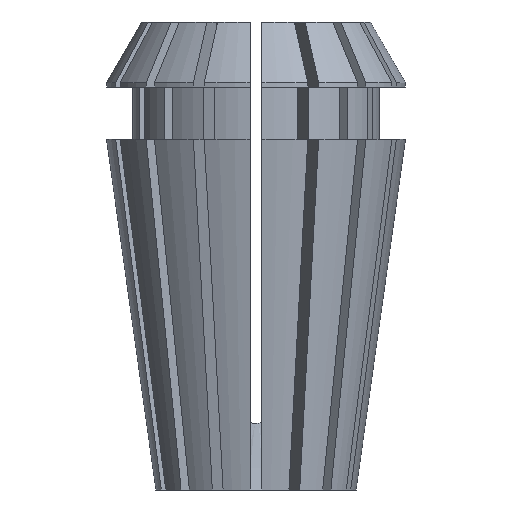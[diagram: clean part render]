
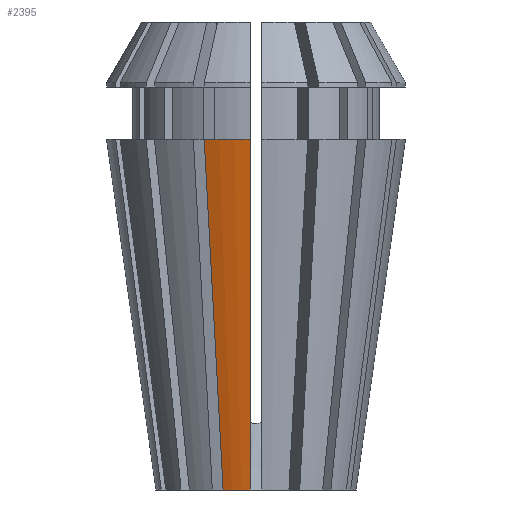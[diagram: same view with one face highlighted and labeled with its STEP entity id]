
A CAD part, front view. The second image highlights one B-rep face of the part: STEP entity #2395.
In plain terms, the highlighted conical face has half-angle 8 degrees and reference radius 3.856 mm.
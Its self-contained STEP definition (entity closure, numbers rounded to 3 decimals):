
#9 = CARTESIAN_POINT ( 'NONE',  ( -1.265, -3.642, 0. ) ) ;
#300 = ORIENTED_EDGE ( 'NONE', *, *, #5593, .T. ) ;
#328 = CARTESIAN_POINT ( 'NONE',  ( -1.454, -4.097, 3.498 ) ) ;
#349 = VERTEX_POINT ( 'NONE', #9 ) ;
#380 = CARTESIAN_POINT ( 'NONE',  ( -0.225, -3.892, 0.305 ) ) ;
#476 = CARTESIAN_POINT ( 'NONE',  ( 0., 0., 0. ) ) ;
#498 = CARTESIAN_POINT ( 'NONE',  ( -1.992, -5.397, 13.5 ) ) ;
#710 = VERTEX_POINT ( 'NONE', #1596 ) ;
#725 = CARTESIAN_POINT ( 'NONE',  ( -1.813, -4.964, 10.166 ) ) ;
#800 = CARTESIAN_POINT ( 'NONE',  ( -1.391, -3.946, 2.332 ) ) ;
#1298 = CARTESIAN_POINT ( 'NONE',  ( -0.225, -5.749, 13.5 ) ) ;
#1358 = B_SPLINE_CURVE_WITH_KNOTS ( 'NONE', 3,
 ( #1298, #1769, #3102, #3056, #2225, #4006, #5336, #3081, #380, #5394 ),
 .UNSPECIFIED., .F., .F.,
 ( 4, 3, 3, 4 ),
 ( 0.023, 0.029, 0.036, 0.037 ),
 .UNSPECIFIED. ) ;
#1441 = CIRCLE ( 'NONE', #5176, 5.753 ) ;
#1596 = CARTESIAN_POINT ( 'NONE',  ( -0.225, -5.749, 13.5 ) ) ;
#1607 = EDGE_CURVE ( 'NONE', #710, #5208, #1441, .T. ) ;
#1769 = CARTESIAN_POINT ( 'NONE',  ( -0.225, -5.483, 11.614 ) ) ;
#1804 = DIRECTION ( 'NONE',  ( -1., 0., 0. ) ) ;
#1823 = ORIENTED_EDGE ( 'NONE', *, *, #5687, .F. ) ;
#1848 = B_SPLINE_CURVE_WITH_KNOTS ( 'NONE', 3,
 ( #4397, #725, #3516, #328, #800, #2111, #5272 ),
 .UNSPECIFIED., .F., .F.,
 ( 4, 3, 4 ),
 ( 0., 0.01, 0.014 ),
 .UNSPECIFIED. ) ;
#2111 = CARTESIAN_POINT ( 'NONE',  ( -1.328, -3.794, 1.166 ) ) ;
#2225 = CARTESIAN_POINT ( 'NONE',  ( -0.225, -4.628, 5.532 ) ) ;
#2395 = ADVANCED_FACE ( 'NONE', ( #3034 ), #3467, .T. ) ;
#2507 = DIRECTION ( 'NONE',  ( 0., 0., -1. ) ) ;
#2563 = CIRCLE ( 'NONE', #3898, 3.856 ) ;
#2673 = DIRECTION ( 'NONE',  ( 1., 0., 0. ) ) ;
#2784 = ORIENTED_EDGE ( 'NONE', *, *, #5097, .F. ) ;
#2877 = VERTEX_POINT ( 'NONE', #3420 ) ;
#2971 = DIRECTION ( 'NONE',  ( -1., 0., 0. ) ) ;
#3034 = FACE_OUTER_BOUND ( 'NONE', #3872, .T. ) ;
#3056 = CARTESIAN_POINT ( 'NONE',  ( -0.225, -4.953, 7.841 ) ) ;
#3081 = CARTESIAN_POINT ( 'NONE',  ( -0.225, -3.935, 0.61 ) ) ;
#3102 = CARTESIAN_POINT ( 'NONE',  ( -0.225, -5.218, 9.727 ) ) ;
#3111 = CARTESIAN_POINT ( 'NONE',  ( 0., 0., 0. ) ) ;
#3188 = AXIS2_PLACEMENT_3D ( 'NONE', #476, #4491, #2673 ) ;
#3420 = CARTESIAN_POINT ( 'NONE',  ( -0.225, -3.849, 0. ) ) ;
#3467 = CONICAL_SURFACE ( 'NONE', #3188, 3.856, 0.14 ) ;
#3516 = CARTESIAN_POINT ( 'NONE',  ( -1.633, -4.531, 6.832 ) ) ;
#3872 = EDGE_LOOP ( 'NONE', ( #5847, #300, #1823, #2784 ) ) ;
#3898 = AXIS2_PLACEMENT_3D ( 'NONE', #3111, #4459, #1804 ) ;
#4006 = CARTESIAN_POINT ( 'NONE',  ( -0.225, -4.303, 3.223 ) ) ;
#4397 = CARTESIAN_POINT ( 'NONE',  ( -1.992, -5.397, 13.5 ) ) ;
#4459 = DIRECTION ( 'NONE',  ( 0., 0., -1. ) ) ;
#4491 = DIRECTION ( 'NONE',  ( 0., 0., 1. ) ) ;
#4754 = CARTESIAN_POINT ( 'NONE',  ( 0., 0., 13.5 ) ) ;
#5097 = EDGE_CURVE ( 'NONE', #710, #2877, #1358, .T. ) ;
#5176 = AXIS2_PLACEMENT_3D ( 'NONE', #4754, #2507, #2971 ) ;
#5208 = VERTEX_POINT ( 'NONE', #498 ) ;
#5272 = CARTESIAN_POINT ( 'NONE',  ( -1.265, -3.642, 0. ) ) ;
#5336 = CARTESIAN_POINT ( 'NONE',  ( -0.225, -3.978, 0.915 ) ) ;
#5394 = CARTESIAN_POINT ( 'NONE',  ( -0.225, -3.849, 0. ) ) ;
#5593 = EDGE_CURVE ( 'NONE', #5208, #349, #1848, .T. ) ;
#5687 = EDGE_CURVE ( 'NONE', #2877, #349, #2563, .T. ) ;
#5847 = ORIENTED_EDGE ( 'NONE', *, *, #1607, .T. ) ;
